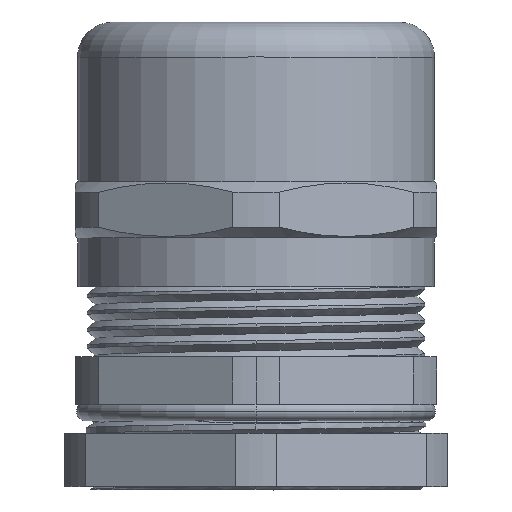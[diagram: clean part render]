
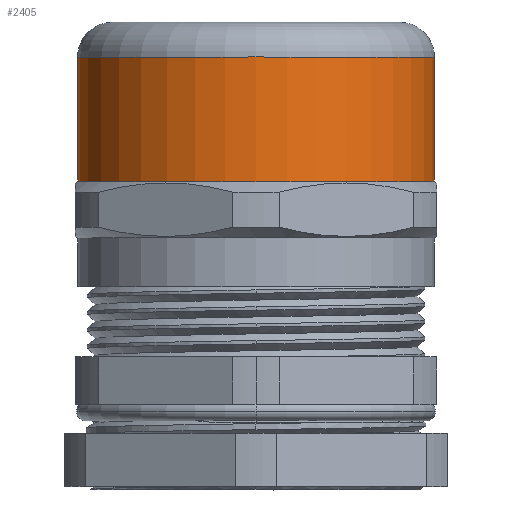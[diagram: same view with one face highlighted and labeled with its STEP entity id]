
A CAD part, top view. The second image highlights one B-rep face of the part: STEP entity #2405.
In plain terms, the highlighted cylindrical face has radius 16.8 mm (diameter 33.6 mm), a partial arc.
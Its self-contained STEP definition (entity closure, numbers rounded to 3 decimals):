
#199 = CYLINDRICAL_SURFACE ( 'NONE', #6318, 16.8 ) ;
#267 = VERTEX_POINT ( 'NONE', #2220 ) ;
#458 = DIRECTION ( 'NONE',  ( 0., -1., 0. ) ) ;
#1339 = ORIENTED_EDGE ( 'NONE', *, *, #7534, .T. ) ;
#1508 = VECTOR ( 'NONE', #458, 1000. ) ;
#1761 = DIRECTION ( 'NONE',  ( 1., 0., 0. ) ) ;
#2220 = CARTESIAN_POINT ( 'NONE',  ( -16.8, 32.7, 0. ) ) ;
#2405 = ADVANCED_FACE ( 'NONE', ( #8814 ), #199, .T. ) ;
#2877 = DIRECTION ( 'NONE',  ( 0., -1., 0. ) ) ;
#2925 = CARTESIAN_POINT ( 'NONE',  ( 16.8, -8., 0. ) ) ;
#3561 = EDGE_LOOP ( 'NONE', ( #1339, #5278, #7462, #9462 ) ) ;
#3652 = AXIS2_PLACEMENT_3D ( 'NONE', #5159, #12396, #6232 ) ;
#4210 = EDGE_CURVE ( 'NONE', #10805, #5933, #13215, .T. ) ;
#4469 = LINE ( 'NONE', #10138, #1508 ) ;
#5159 = CARTESIAN_POINT ( 'NONE',  ( 0., 32.7, 0. ) ) ;
#5278 = ORIENTED_EDGE ( 'NONE', *, *, #5471, .T. ) ;
#5428 = CARTESIAN_POINT ( 'NONE',  ( 16.8, 32.7, 0. ) ) ;
#5471 = EDGE_CURVE ( 'NONE', #267, #6903, #4469, .T. ) ;
#5799 = CIRCLE ( 'NONE', #3652, 16.8 ) ;
#5810 = DIRECTION ( 'NONE',  ( 0., -1., 0. ) ) ;
#5933 = VERTEX_POINT ( 'NONE', #6726 ) ;
#6232 = DIRECTION ( 'NONE',  ( 1., 0., 0. ) ) ;
#6318 = AXIS2_PLACEMENT_3D ( 'NONE', #9287, #2877, #1761 ) ;
#6726 = CARTESIAN_POINT ( 'NONE',  ( 16.8, 20.963, 0. ) ) ;
#6903 = VERTEX_POINT ( 'NONE', #8236 ) ;
#7208 = DIRECTION ( 'NONE',  ( 0., -1., 0. ) ) ;
#7462 = ORIENTED_EDGE ( 'NONE', *, *, #9835, .F. ) ;
#7534 = EDGE_CURVE ( 'NONE', #10805, #267, #5799, .T. ) ;
#8236 = CARTESIAN_POINT ( 'NONE',  ( -16.8, 20.963, 0. ) ) ;
#8814 = FACE_OUTER_BOUND ( 'NONE', #3561, .T. ) ;
#9287 = CARTESIAN_POINT ( 'NONE',  ( 0., -8., 0. ) ) ;
#9462 = ORIENTED_EDGE ( 'NONE', *, *, #4210, .F. ) ;
#9835 = EDGE_CURVE ( 'NONE', #5933, #6903, #12539, .T. ) ;
#10138 = CARTESIAN_POINT ( 'NONE',  ( -16.8, -8., 0. ) ) ;
#10805 = VERTEX_POINT ( 'NONE', #5428 ) ;
#11981 = CARTESIAN_POINT ( 'NONE',  ( 0., 20.963, 0. ) ) ;
#12153 = AXIS2_PLACEMENT_3D ( 'NONE', #11981, #5810, #12999 ) ;
#12396 = DIRECTION ( 'NONE',  ( 0., -1., 0. ) ) ;
#12539 = CIRCLE ( 'NONE', #12153, 16.8 ) ;
#12999 = DIRECTION ( 'NONE',  ( 1., 0., 0. ) ) ;
#13215 = LINE ( 'NONE', #2925, #13545 ) ;
#13545 = VECTOR ( 'NONE', #7208, 1000. ) ;
